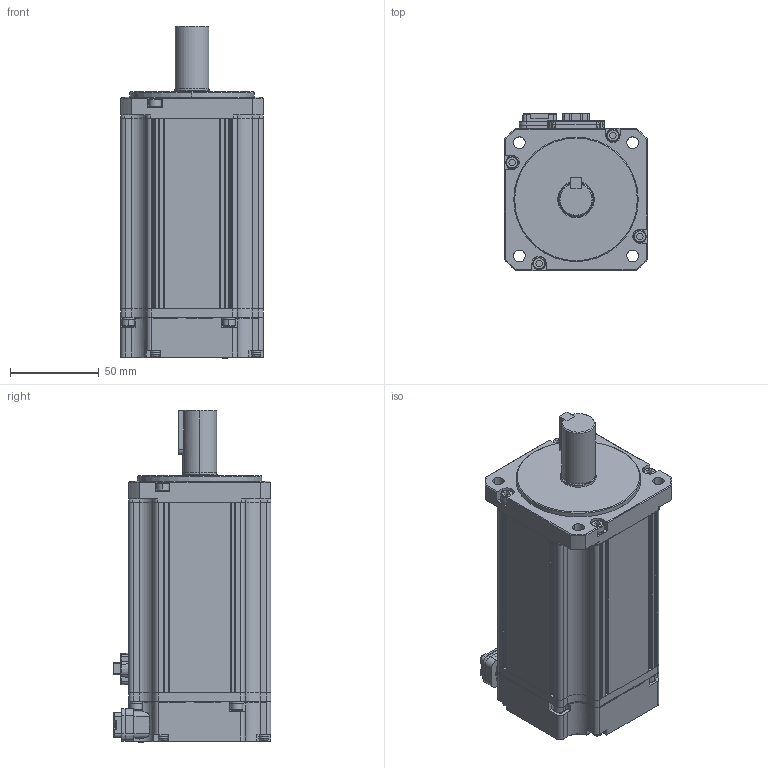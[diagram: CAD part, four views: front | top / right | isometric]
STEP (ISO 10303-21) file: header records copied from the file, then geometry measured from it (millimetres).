
FILE_DESCRIPTION (( 'STEP AP214' ), '1' );
FILE_NAME ('APMC-FCL10AYK-AD.STEP', '2021-08-04T13:37:11', ( '' ), ( '' ), 'SwSTEP 2.0', 'SolidWorks 2017', '' );
FILE_SCHEMA (( 'AUTOMOTIVE_DESIGN' ));
Length unit declared in the file: inch
Products named in the file (1): APMC-FCL10AYK-AD
Bounding box: 80 x 88.7 x 186.7 mm (x, y, z)
Volume: 846859.7 mm3; surface area: 123756.8 mm2
Topology: 45 solids, 45 shells, 1875 faces, 4940 edges, 3226 vertices
Faces by surface type: plane 1220, cylinder 474, bspline 95, cone 70, torus 8, sphere 8
Entity records: 62062 total; most frequent: CARTESIAN_POINT 15188, ORIENTED_EDGE 9876, DIRECTION 9114, EDGE_CURVE 4938, LINE 3458, VECTOR 3458, VERTEX_POINT 3226, AXIS2_PLACEMENT_3D 2828
